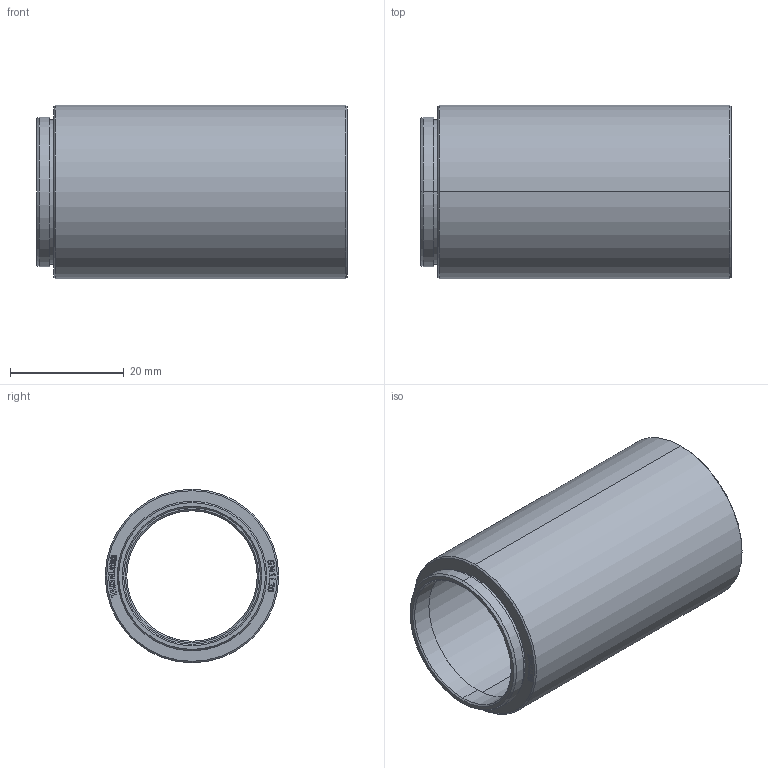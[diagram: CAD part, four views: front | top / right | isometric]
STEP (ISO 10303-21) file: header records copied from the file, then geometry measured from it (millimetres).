
FILE_DESCRIPTION (( 'STEP AP214' ), '1' );
FILE_NAME ('0372-E0W.STEP', '2015-12-22T13:44:38', ( '' ), ( '' ), 'SwSTEP 2.0', 'SolidWorks 2014', '' );
FILE_SCHEMA (( 'AUTOMOTIVE_DESIGN' ));
Length unit declared in the file: inch
Products named in the file (1): 0372-E0W
Bounding box: 54.61 x 30.48 x 30.48 mm (x, y, z)
Volume: 10139.4 mm3; surface area: 10831.4 mm2
Topology: 2 solids, 2 shells, 298 faces, 791 edges, 522 vertices
Faces by surface type: bspline 151, plane 109, cone 22, cylinder 16
Entity records: 16132 total; most frequent: CARTESIAN_POINT 5819, ORIENTED_EDGE 1582, DIRECTION 827, EDGE_CURVE 791, VERTEX_POINT 522, LINE 407, VECTOR 407, EDGE_LOOP 327
